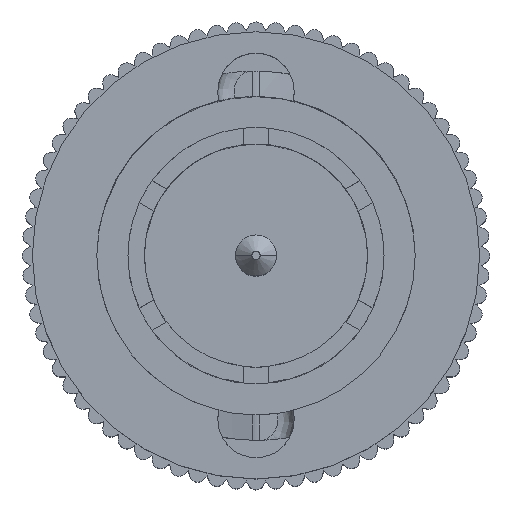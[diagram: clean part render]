
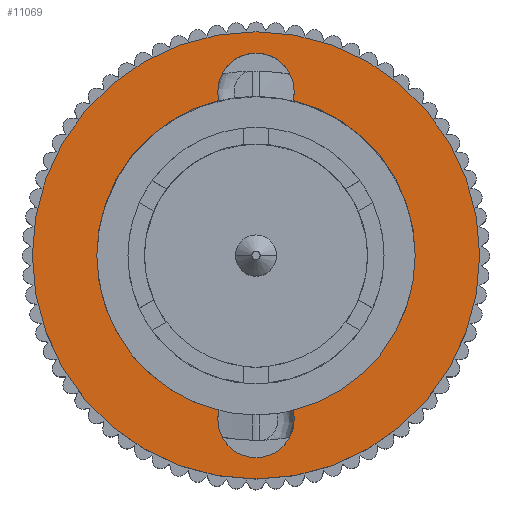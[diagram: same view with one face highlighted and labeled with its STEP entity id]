
A CAD part, top view. The second image highlights one B-rep face of the part: STEP entity #11069.
In plain terms, the highlighted planar face has unit normal (0, 0, 1).
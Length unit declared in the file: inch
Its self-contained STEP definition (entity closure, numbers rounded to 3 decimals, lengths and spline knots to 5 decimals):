
#1809 = DIRECTION ( 'NONE',  ( 1., 0., 0. ) ) ;
#1810 = DIRECTION ( 'NONE',  ( 0., 0., 1. ) ) ;
#1811 = CARTESIAN_POINT ( 'NONE',  ( 0., 0., 0. ) ) ;
#1812 = AXIS2_PLACEMENT_3D ( 'NONE', #1811, #1810, #1809 ) ;
#1813 = CIRCLE ( 'NONE', #1812, 0.2725 ) ;
#1992 = DIRECTION ( 'NONE',  ( -1., 0., 0. ) ) ;
#1993 = DIRECTION ( 'NONE',  ( 0., 0., 1. ) ) ;
#1994 = CARTESIAN_POINT ( 'NONE',  ( 0., 0.2, 0. ) ) ;
#1995 = AXIS2_PLACEMENT_3D ( 'NONE', #1994, #1993, #1992 ) ;
#1996 = CIRCLE ( 'NONE', #1995, 0.0465 ) ;
#5932 = CARTESIAN_POINT ( 'NONE',  ( 0.194, 0., 0. ) ) ;
#5988 = DIRECTION ( 'NONE',  ( 1., 0., 0. ) ) ;
#5989 = DIRECTION ( 'NONE',  ( 0., 0., 1. ) ) ;
#5990 = CARTESIAN_POINT ( 'NONE',  ( 0., 0., 0. ) ) ;
#5991 = AXIS2_PLACEMENT_3D ( 'NONE', #5990, #5989, #5988 ) ;
#5992 = CIRCLE ( 'NONE', #5991, 0.194 ) ;
#6001 = CARTESIAN_POINT ( 'NONE',  ( 0.0465, -0.2, 0. ) ) ;
#6002 = DIRECTION ( 'NONE',  ( 1., 0., 0. ) ) ;
#6003 = DIRECTION ( 'NONE',  ( 0., 0., 1. ) ) ;
#6004 = AXIS2_PLACEMENT_3D ( 'NONE', #6010, #6003, #6002 ) ;
#6005 = CIRCLE ( 'NONE', #6004, 0.0465 ) ;
#6010 = CARTESIAN_POINT ( 'NONE',  ( 0., -0.2, 0. ) ) ;
#6013 = CARTESIAN_POINT ( 'NONE',  ( 0.0451, 0.18868, 0. ) ) ;
#6014 = DIRECTION ( 'NONE',  ( 1., 0., 0. ) ) ;
#6015 = DIRECTION ( 'NONE',  ( 0., 0., 1. ) ) ;
#6016 = CARTESIAN_POINT ( 'NONE',  ( 0., 0., 0. ) ) ;
#6017 = AXIS2_PLACEMENT_3D ( 'NONE', #6016, #6015, #6014 ) ;
#6018 = CIRCLE ( 'NONE', #6017, 0.194 ) ;
#6073 = CARTESIAN_POINT ( 'NONE',  ( 0.0465, 0.2, 0. ) ) ;
#6218 = CARTESIAN_POINT ( 'NONE',  ( -0.0465, -0.2, 0. ) ) ;
#6264 = CARTESIAN_POINT ( 'NONE',  ( -0.0451, 0.18868, 0. ) ) ;
#6265 = DIRECTION ( 'NONE',  ( -1., 0., 0. ) ) ;
#6266 = DIRECTION ( 'NONE',  ( 0., 0., 1. ) ) ;
#6267 = CARTESIAN_POINT ( 'NONE',  ( 0., 0.2, 0. ) ) ;
#6268 = AXIS2_PLACEMENT_3D ( 'NONE', #6267, #6266, #6265 ) ;
#6269 = CIRCLE ( 'NONE', #6268, 0.0465 ) ;
#6270 = CARTESIAN_POINT ( 'NONE',  ( -0.0465, 0.2, 0. ) ) ;
#6294 = DIRECTION ( 'NONE',  ( -1., 0., 0. ) ) ;
#6295 = DIRECTION ( 'NONE',  ( 0., 0., 1. ) ) ;
#6296 = AXIS2_PLACEMENT_3D ( 'NONE', #6331, #6295, #6294 ) ;
#6297 = CIRCLE ( 'NONE', #6296, 0.0465 ) ;
#6331 = CARTESIAN_POINT ( 'NONE',  ( 0., 0.2, 0. ) ) ;
#6336 = DIRECTION ( 'NONE',  ( 1., 0., 0. ) ) ;
#6337 = DIRECTION ( 'NONE',  ( 0., 0., 1. ) ) ;
#6338 = CARTESIAN_POINT ( 'NONE',  ( 0., -0.2, 0. ) ) ;
#6339 = AXIS2_PLACEMENT_3D ( 'NONE', #6338, #6337, #6336 ) ;
#6340 = CIRCLE ( 'NONE', #6339, 0.0465 ) ;
#6348 = CARTESIAN_POINT ( 'NONE',  ( 0.0451, -0.18868, 0. ) ) ;
#6376 = CARTESIAN_POINT ( 'NONE',  ( 0.2725, 0., 0. ) ) ;
#6377 = DIRECTION ( 'NONE',  ( 1., 0., 0. ) ) ;
#6378 = DIRECTION ( 'NONE',  ( 0., 0., 1. ) ) ;
#6379 = CARTESIAN_POINT ( 'NONE',  ( 0., 0., 0. ) ) ;
#6380 = AXIS2_PLACEMENT_3D ( 'NONE', #6379, #6378, #6377 ) ;
#6381 = CIRCLE ( 'NONE', #6380, 0.2725 ) ;
#6411 = DIRECTION ( 'NONE',  ( 1., 0., 0. ) ) ;
#6412 = DIRECTION ( 'NONE',  ( 0., 0., 1. ) ) ;
#6413 = CARTESIAN_POINT ( 'NONE',  ( 0., 0., 0. ) ) ;
#6414 = AXIS2_PLACEMENT_3D ( 'NONE', #6413, #6412, #6411 ) ;
#6415 = CIRCLE ( 'NONE', #6414, 0.194 ) ;
#6416 = CARTESIAN_POINT ( 'NONE',  ( -0.0451, -0.18868, 0. ) ) ;
#6421 = CARTESIAN_POINT ( 'NONE',  ( -0.194, 0., 0. ) ) ;
#6451 = CARTESIAN_POINT ( 'NONE',  ( -0.2725, 0., 0. ) ) ;
#7477 = DIRECTION ( 'NONE',  ( 1., 0., 0. ) ) ;
#7478 = DIRECTION ( 'NONE',  ( 0., 0., 1. ) ) ;
#7479 = CARTESIAN_POINT ( 'NONE',  ( 0., -0.2, 0. ) ) ;
#7480 = AXIS2_PLACEMENT_3D ( 'NONE', #7479, #7478, #7477 ) ;
#7481 = CIRCLE ( 'NONE', #7480, 0.0465 ) ;
#7542 = DIRECTION ( 'NONE',  ( 1., 0., 0. ) ) ;
#7543 = DIRECTION ( 'NONE',  ( 0., 0., 1. ) ) ;
#7544 = CARTESIAN_POINT ( 'NONE',  ( 0., 0., 0. ) ) ;
#7545 = AXIS2_PLACEMENT_3D ( 'NONE', #7544, #7543, #7542 ) ;
#7546 = CIRCLE ( 'NONE', #7545, 0.194 ) ;
#7547 = DIRECTION ( 'NONE',  ( 1., 0., 0. ) ) ;
#7548 = DIRECTION ( 'NONE',  ( 0., 0., 1. ) ) ;
#7549 = CARTESIAN_POINT ( 'NONE',  ( 0.2725, 0., 0. ) ) ;
#7550 = AXIS2_PLACEMENT_3D ( 'NONE', #7549, #7548, #7547 ) ;
#7551 = PLANE ( 'NONE',  #7550 ) ;
#7552 = FACE_OUTER_BOUND ( 'NONE', #11162, .T. ) ;
#7553 = FACE_BOUND ( 'NONE', #11191, .T. ) ;
#10495 = VERTEX_POINT ( 'NONE', #6073 ) ;
#10511 = EDGE_CURVE ( 'NONE', #10545, #10512, #6018, .T. ) ;
#10512 = VERTEX_POINT ( 'NONE', #6013 ) ;
#10517 = EDGE_CURVE ( 'NONE', #10621, #10518, #6005, .T. ) ;
#10518 = VERTEX_POINT ( 'NONE', #6001 ) ;
#10524 = EDGE_CURVE ( 'NONE', #10569, #10545, #5992, .T. ) ;
#10545 = VERTEX_POINT ( 'NONE', #5932 ) ;
#10552 = EDGE_CURVE ( 'NONE', #10495, #10600, #6297, .T. ) ;
#10569 = VERTEX_POINT ( 'NONE', #6348 ) ;
#10576 = EDGE_CURVE ( 'NONE', #10518, #10569, #6340, .T. ) ;
#10600 = VERTEX_POINT ( 'NONE', #6270 ) ;
#10602 = EDGE_CURVE ( 'NONE', #10600, #10603, #6269, .T. ) ;
#10603 = VERTEX_POINT ( 'NONE', #6264 ) ;
#10621 = VERTEX_POINT ( 'NONE', #6218 ) ;
#10652 = VERTEX_POINT ( 'NONE', #6421 ) ;
#10654 = EDGE_CURVE ( 'NONE', #10652, #10655, #6415, .T. ) ;
#10655 = VERTEX_POINT ( 'NONE', #6416 ) ;
#10726 = VERTEX_POINT ( 'NONE', #6451 ) ;
#10742 = EDGE_CURVE ( 'NONE', #10743, #10726, #6381, .T. ) ;
#10743 = VERTEX_POINT ( 'NONE', #6376 ) ;
#11069 = ADVANCED_FACE ( 'NONE', ( #7553, #7552 ), #7551, .T. ) ;
#11071 = ORIENTED_EDGE ( 'NONE', *, *, #11072, .F. ) ;
#11072 = EDGE_CURVE ( 'NONE', #10603, #10652, #7546, .T. ) ;
#11086 = ORIENTED_EDGE ( 'NONE', *, *, #10517, .F. ) ;
#11087 = ORIENTED_EDGE ( 'NONE', *, *, #11088, .F. ) ;
#11088 = EDGE_CURVE ( 'NONE', #10655, #10621, #7481, .T. ) ;
#11161 = ORIENTED_EDGE ( 'NONE', *, *, #10654, .F. ) ;
#11162 = EDGE_LOOP ( 'NONE', ( #11163, #11164 ) ) ;
#11163 = ORIENTED_EDGE ( 'NONE', *, *, #10742, .T. ) ;
#11164 = ORIENTED_EDGE ( 'NONE', *, *, #11165, .T. ) ;
#11165 = EDGE_CURVE ( 'NONE', #10726, #10743, #1813, .T. ) ;
#11191 = EDGE_LOOP ( 'NONE', ( #11071, #11196, #11197, #11198, #11200, #11201, #11202, #11086, #11087, #11161 ) ) ;
#11196 = ORIENTED_EDGE ( 'NONE', *, *, #10602, .F. ) ;
#11197 = ORIENTED_EDGE ( 'NONE', *, *, #10552, .F. ) ;
#11198 = ORIENTED_EDGE ( 'NONE', *, *, #11199, .F. ) ;
#11199 = EDGE_CURVE ( 'NONE', #10512, #10495, #1996, .T. ) ;
#11200 = ORIENTED_EDGE ( 'NONE', *, *, #10511, .F. ) ;
#11201 = ORIENTED_EDGE ( 'NONE', *, *, #10524, .F. ) ;
#11202 = ORIENTED_EDGE ( 'NONE', *, *, #10576, .F. ) ;
